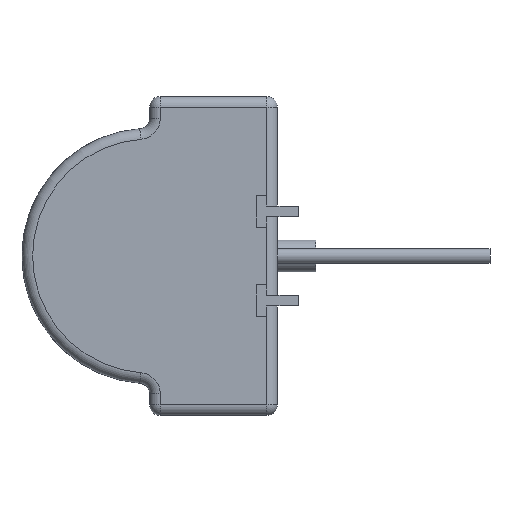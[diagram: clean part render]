
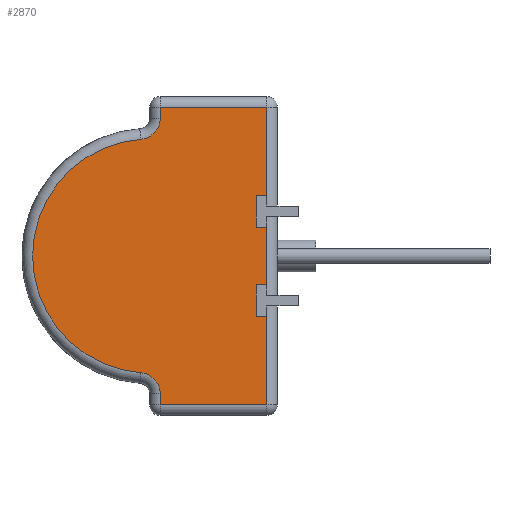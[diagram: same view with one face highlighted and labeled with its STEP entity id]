
A CAD part, left-side view. The second image highlights one B-rep face of the part: STEP entity #2870.
In plain terms, the highlighted planar face has unit normal (-1, 0, 0).
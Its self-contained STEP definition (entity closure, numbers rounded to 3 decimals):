
#56=DIRECTION('',(0.,1.,0.));
#57=VECTOR('',#56,0.5);
#58=CARTESIAN_POINT('',(-4.,0.5,-1.35));
#59=LINE('',#58,#57);
#64=DIRECTION('',(0.,0.,-1.));
#65=VECTOR('',#64,1.5);
#66=CARTESIAN_POINT('',(-4.,1.,-1.35));
#67=LINE('',#66,#65);
#71=DIRECTION('',(0.,-1.,0.));
#72=VECTOR('',#71,0.5);
#73=CARTESIAN_POINT('',(-4.,1.,-2.85));
#74=LINE('',#73,#72);
#78=DIRECTION('',(0.,0.,1.));
#79=VECTOR('',#78,4.15);
#80=CARTESIAN_POINT('',(-4.,0.5,-7.));
#81=LINE('',#80,#79);
#85=DIRECTION('',(0.,-1.,0.));
#86=VECTOR('',#85,5.);
#87=CARTESIAN_POINT('',(-4.,5.5,-7.));
#88=LINE('',#87,#86);
#92=DIRECTION('',(0.,0.,-1.));
#93=VECTOR('',#92,0.519);
#94=CARTESIAN_POINT('',(-4.,5.5,-6.481));
#95=LINE('',#94,#93);
#99=CARTESIAN_POINT('',(-4.,6.5,-6.481));
#100=DIRECTION('',(-1.,0.,0.));
#101=DIRECTION('',(0.,-1.,0.));
#102=AXIS2_PLACEMENT_3D('',#99,#100,#101);
#107=CARTESIAN_POINT('',(-4.,6.,0.));
#108=DIRECTION('',(-1.,0.,0.));
#109=DIRECTION('',(0.,0.077,0.997));
#110=AXIS2_PLACEMENT_3D('',#107,#108,#109);
#115=CARTESIAN_POINT('',(-4.,6.5,6.481));
#116=DIRECTION('',(-1.,0.,0.));
#117=DIRECTION('',(0.,-0.075,-0.997));
#118=AXIS2_PLACEMENT_3D('',#115,#116,#117);
#123=DIRECTION('',(0.,0.,-1.));
#124=VECTOR('',#123,0.519);
#125=CARTESIAN_POINT('',(-4.,5.5,7.));
#126=LINE('',#125,#124);
#130=DIRECTION('',(0.,1.,0.));
#131=VECTOR('',#130,5.);
#132=CARTESIAN_POINT('',(-4.,0.5,7.));
#133=LINE('',#132,#131);
#137=DIRECTION('',(0.,0.,1.));
#138=VECTOR('',#137,4.15);
#139=CARTESIAN_POINT('',(-4.,0.5,2.85));
#140=LINE('',#139,#138);
#144=DIRECTION('',(0.,-1.,0.));
#145=VECTOR('',#144,0.5);
#146=CARTESIAN_POINT('',(-4.,1.,2.85));
#147=LINE('',#146,#145);
#151=DIRECTION('',(0.,0.,1.));
#152=VECTOR('',#151,1.5);
#153=CARTESIAN_POINT('',(-4.,1.,1.35));
#154=LINE('',#153,#152);
#158=DIRECTION('',(0.,1.,0.));
#159=VECTOR('',#158,0.5);
#160=CARTESIAN_POINT('',(-4.,0.5,1.35));
#161=LINE('',#160,#159);
#165=DIRECTION('',(0.,0.,1.));
#166=VECTOR('',#165,2.7);
#167=CARTESIAN_POINT('',(-4.,0.5,-1.35));
#168=LINE('',#167,#166);
#2545=CARTESIAN_POINT('',(-4.,0.5,1.35));
#2546=CARTESIAN_POINT('',(-4.,1.,1.35));
#2547=VERTEX_POINT('',#2545);
#2548=VERTEX_POINT('',#2546);
#2549=CARTESIAN_POINT('',(-4.,1.,2.85));
#2550=VERTEX_POINT('',#2549);
#2551=CARTESIAN_POINT('',(-4.,0.5,2.85));
#2552=VERTEX_POINT('',#2551);
#2609=CARTESIAN_POINT('',(-4.,0.5,-1.35));
#2610=CARTESIAN_POINT('',(-4.,1.,-1.35));
#2611=VERTEX_POINT('',#2609);
#2612=VERTEX_POINT('',#2610);
#2613=CARTESIAN_POINT('',(-4.,1.,-2.85));
#2614=VERTEX_POINT('',#2613);
#2615=CARTESIAN_POINT('',(-4.,0.5,-2.85));
#2616=VERTEX_POINT('',#2615);
#2707=CARTESIAN_POINT('',(-4.,5.5,7.));
#2708=CARTESIAN_POINT('',(-4.,5.5,6.481));
#2709=VERTEX_POINT('',#2707);
#2710=VERTEX_POINT('',#2708);
#2711=CARTESIAN_POINT('',(-4.,6.425,5.484));
#2712=CARTESIAN_POINT('',(-4.,6.422,-5.484));
#2713=VERTEX_POINT('',#2711);
#2714=VERTEX_POINT('',#2712);
#2719=CARTESIAN_POINT('',(-4.,5.5,-6.481));
#2720=CARTESIAN_POINT('',(-4.,5.5,-7.));
#2721=VERTEX_POINT('',#2719);
#2722=VERTEX_POINT('',#2720);
#2725=CARTESIAN_POINT('',(-4.,0.5,-7.));
#2726=VERTEX_POINT('',#2725);
#2727=CARTESIAN_POINT('',(-4.,0.5,7.));
#2728=VERTEX_POINT('',#2727);
#2831=CARTESIAN_POINT('',(-4.,0.,0.));
#2832=DIRECTION('',(1.,0.,0.));
#2833=DIRECTION('',(0.,0.,-1.));
#2834=AXIS2_PLACEMENT_3D('',#2831,#2832,#2833);
#2835=PLANE('',#2834);
#2837=ORIENTED_EDGE('',*,*,#2836,.T.);
#2839=ORIENTED_EDGE('',*,*,#2838,.T.);
#2841=ORIENTED_EDGE('',*,*,#2840,.T.);
#2843=ORIENTED_EDGE('',*,*,#2842,.F.);
#2845=ORIENTED_EDGE('',*,*,#2844,.F.);
#2847=ORIENTED_EDGE('',*,*,#2846,.F.);
#2849=ORIENTED_EDGE('',*,*,#2848,.T.);
#2851=ORIENTED_EDGE('',*,*,#2850,.F.);
#2853=ORIENTED_EDGE('',*,*,#2852,.T.);
#2855=ORIENTED_EDGE('',*,*,#2854,.F.);
#2857=ORIENTED_EDGE('',*,*,#2856,.F.);
#2859=ORIENTED_EDGE('',*,*,#2858,.F.);
#2861=ORIENTED_EDGE('',*,*,#2860,.F.);
#2863=ORIENTED_EDGE('',*,*,#2862,.F.);
#2865=ORIENTED_EDGE('',*,*,#2864,.F.);
#2867=ORIENTED_EDGE('',*,*,#2866,.F.);
#2868=EDGE_LOOP('',(#2837,#2839,#2841,#2843,#2845,#2847,#2849,#2851,#2853,#2855,
#2857,#2859,#2861,#2863,#2865,#2867));
#2869=FACE_OUTER_BOUND('',#2868,.F.);
#2870=ADVANCED_FACE('',(#2869),#2835,.F.);
#103=CIRCLE('',#102,1.);
#111=CIRCLE('',#110,5.5);
#119=CIRCLE('',#118,1.);
#2836=EDGE_CURVE('',#2611,#2612,#59,.T.);
#2838=EDGE_CURVE('',#2612,#2614,#67,.T.);
#2840=EDGE_CURVE('',#2614,#2616,#74,.T.);
#2842=EDGE_CURVE('',#2726,#2616,#81,.T.);
#2844=EDGE_CURVE('',#2722,#2726,#88,.T.);
#2846=EDGE_CURVE('',#2721,#2722,#95,.T.);
#2848=EDGE_CURVE('',#2721,#2714,#103,.T.);
#2850=EDGE_CURVE('',#2713,#2714,#111,.T.);
#2852=EDGE_CURVE('',#2713,#2710,#119,.T.);
#2854=EDGE_CURVE('',#2709,#2710,#126,.T.);
#2856=EDGE_CURVE('',#2728,#2709,#133,.T.);
#2858=EDGE_CURVE('',#2552,#2728,#140,.T.);
#2860=EDGE_CURVE('',#2550,#2552,#147,.T.);
#2862=EDGE_CURVE('',#2548,#2550,#154,.T.);
#2864=EDGE_CURVE('',#2547,#2548,#161,.T.);
#2866=EDGE_CURVE('',#2611,#2547,#168,.T.);
